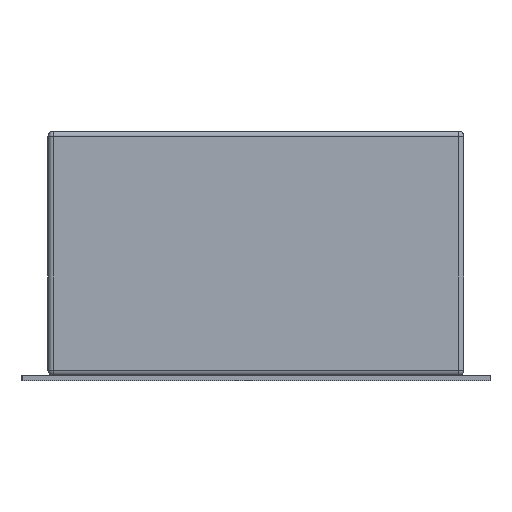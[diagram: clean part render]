
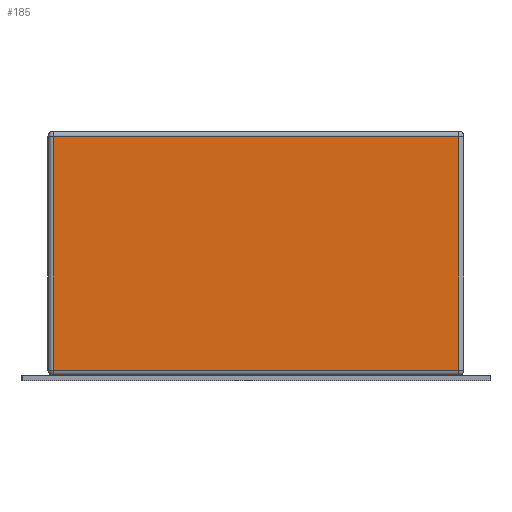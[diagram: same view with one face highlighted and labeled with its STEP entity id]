
A CAD part, left-side view. The second image highlights one B-rep face of the part: STEP entity #185.
In plain terms, the highlighted planar face has unit normal (-1, 0, 0).
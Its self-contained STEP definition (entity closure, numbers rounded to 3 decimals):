
#123 = VERTEX_POINT ( 'NONE', #635 ) ;
#124 = VERTEX_POINT ( 'NONE', #608 ) ;
#126 = ORIENTED_EDGE ( 'NONE', *, *, #175, .T. ) ;
#131 = ORIENTED_EDGE ( 'NONE', *, *, #188, .T. ) ;
#157 = VERTEX_POINT ( 'NONE', #1144 ) ;
#159 = EDGE_LOOP ( 'NONE', ( #168, #186, #131, #126 ) ) ;
#161 = VERTEX_POINT ( 'NONE', #1253 ) ;
#168 = ORIENTED_EDGE ( 'NONE', *, *, #170, .T. ) ;
#169 = EDGE_CURVE ( 'NONE', #123, #124, #1233, .T. ) ;
#170 = EDGE_CURVE ( 'NONE', #161, #123, #1229, .T. ) ;
#175 = EDGE_CURVE ( 'NONE', #157, #161, #1203, .T. ) ;
#185 = ADVANCED_FACE ( 'NONE', ( #1200 ), #1105, .T. ) ;
#186 = ORIENTED_EDGE ( 'NONE', *, *, #169, .T. ) ;
#188 = EDGE_CURVE ( 'NONE', #124, #157, #1328, .T. ) ;
#608 = CARTESIAN_POINT ( 'NONE',  ( -1.6, -0.78, 0. ) ) ;
#635 = CARTESIAN_POINT ( 'NONE',  ( -1.6, 0.78, 0. ) ) ;
#1105 = PLANE ( 'NONE',  #1109 ) ;
#1109 = AXIS2_PLACEMENT_3D ( 'NONE', #1309, #1308, #1307 ) ;
#1144 = CARTESIAN_POINT ( 'NONE',  ( -1.6, -0.78, 0.9 ) ) ;
#1196 = DIRECTION ( 'NONE',  ( 0., 1., 0. ) ) ;
#1197 = VECTOR ( 'NONE', #1196, 1000. ) ;
#1198 = CARTESIAN_POINT ( 'NONE',  ( -1.6, 0.8, 0.9 ) ) ;
#1200 = FACE_OUTER_BOUND ( 'NONE', #159, .T. ) ;
#1203 = LINE ( 'NONE', #1198, #1197 ) ;
#1207 = DIRECTION ( 'NONE',  ( 0., 0., -1. ) ) ;
#1208 = VECTOR ( 'NONE', #1207, 1000. ) ;
#1228 = CARTESIAN_POINT ( 'NONE',  ( -1.6, 0.78, -0.02 ) ) ;
#1229 = LINE ( 'NONE', #1228, #1208 ) ;
#1230 = DIRECTION ( 'NONE',  ( 0., -1., 0. ) ) ;
#1231 = VECTOR ( 'NONE', #1230, 1000. ) ;
#1232 = CARTESIAN_POINT ( 'NONE',  ( -1.6, -0.8, 0. ) ) ;
#1233 = LINE ( 'NONE', #1232, #1231 ) ;
#1253 = CARTESIAN_POINT ( 'NONE',  ( -1.6, 0.78, 0.9 ) ) ;
#1307 = DIRECTION ( 'NONE',  ( 0., -1., 0. ) ) ;
#1308 = DIRECTION ( 'NONE',  ( -1., 0., 0. ) ) ;
#1309 = CARTESIAN_POINT ( 'NONE',  ( -1.6, 0.8, -0.02 ) ) ;
#1325 = DIRECTION ( 'NONE',  ( 0., 0., 1. ) ) ;
#1326 = VECTOR ( 'NONE', #1325, 1000. ) ;
#1327 = CARTESIAN_POINT ( 'NONE',  ( -1.6, -0.78, -0.02 ) ) ;
#1328 = LINE ( 'NONE', #1327, #1326 ) ;
